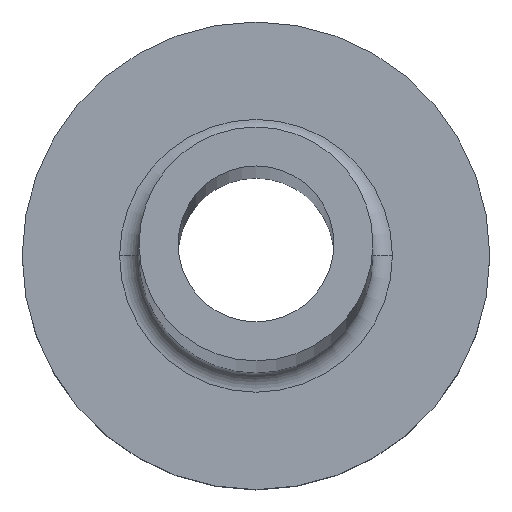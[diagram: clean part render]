
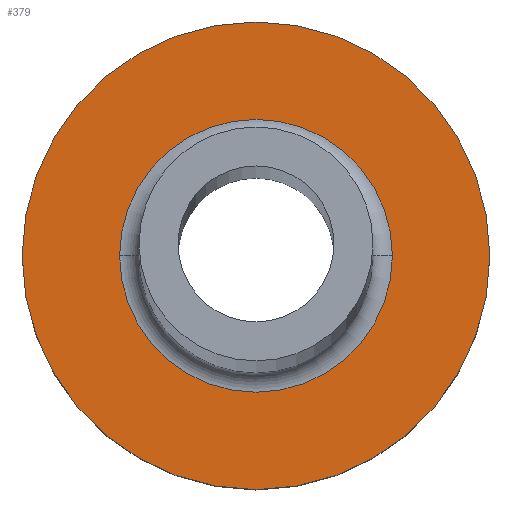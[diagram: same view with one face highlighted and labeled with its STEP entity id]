
A CAD part, top view. The second image highlights one B-rep face of the part: STEP entity #379.
In plain terms, the highlighted planar face has unit normal (0, 0, 1).
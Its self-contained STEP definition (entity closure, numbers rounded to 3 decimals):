
#4 = DIRECTION ( 'NONE',  ( 0., 0., -1. ) ) ;
#8 = VERTEX_POINT ( 'NONE', #219 ) ;
#34 = CARTESIAN_POINT ( 'NONE',  ( 0., 0., 5. ) ) ;
#35 = CARTESIAN_POINT ( 'NONE',  ( -3.5, 0., 5. ) ) ;
#36 = AXIS2_PLACEMENT_3D ( 'NONE', #46, #276, #266 ) ;
#46 = CARTESIAN_POINT ( 'NONE',  ( 0., 0., 5. ) ) ;
#48 = EDGE_CURVE ( 'NONE', #8, #359, #132, .T. ) ;
#65 = DIRECTION ( 'NONE',  ( 0., 0., -1. ) ) ;
#78 = DIRECTION ( 'NONE',  ( 1., 0., 0. ) ) ;
#89 = DIRECTION ( 'NONE',  ( 1., 0., 0. ) ) ;
#93 = DIRECTION ( 'NONE',  ( 0., 0., 1. ) ) ;
#94 = VERTEX_POINT ( 'NONE', #225 ) ;
#100 = FACE_OUTER_BOUND ( 'NONE', #267, .T. ) ;
#106 = DIRECTION ( 'NONE',  ( 0., 0., 1. ) ) ;
#125 = EDGE_LOOP ( 'NONE', ( #230, #329 ) ) ;
#132 = CIRCLE ( 'NONE', #262, 6. ) ;
#133 = DIRECTION ( 'NONE',  ( 1., 0., 0. ) ) ;
#150 = CIRCLE ( 'NONE', #376, 3.5 ) ;
#157 = DIRECTION ( 'NONE',  ( 1., 0., 0. ) ) ;
#162 = VERTEX_POINT ( 'NONE', #35 ) ;
#172 = CARTESIAN_POINT ( 'NONE',  ( 6., 0., 5. ) ) ;
#173 = PLANE ( 'NONE',  #36 ) ;
#178 = EDGE_CURVE ( 'NONE', #94, #162, #150, .T. ) ;
#187 = CIRCLE ( 'NONE', #251, 3.5 ) ;
#202 = CARTESIAN_POINT ( 'NONE',  ( 0., 0., 5. ) ) ;
#213 = ORIENTED_EDGE ( 'NONE', *, *, #48, .T. ) ;
#219 = CARTESIAN_POINT ( 'NONE',  ( -6., 0., 5. ) ) ;
#220 = AXIS2_PLACEMENT_3D ( 'NONE', #202, #93, #133 ) ;
#225 = CARTESIAN_POINT ( 'NONE',  ( 3.5, 0., 5. ) ) ;
#230 = ORIENTED_EDGE ( 'NONE', *, *, #178, .T. ) ;
#234 = FACE_BOUND ( 'NONE', #125, .T. ) ;
#236 = CIRCLE ( 'NONE', #220, 6. ) ;
#241 = CARTESIAN_POINT ( 'NONE',  ( 0., 0., 5. ) ) ;
#251 = AXIS2_PLACEMENT_3D ( 'NONE', #241, #65, #157 ) ;
#260 = ORIENTED_EDGE ( 'NONE', *, *, #318, .T. ) ;
#262 = AXIS2_PLACEMENT_3D ( 'NONE', #282, #106, #78 ) ;
#266 = DIRECTION ( 'NONE',  ( 1., 0., 0. ) ) ;
#267 = EDGE_LOOP ( 'NONE', ( #213, #260 ) ) ;
#276 = DIRECTION ( 'NONE',  ( 0., 0., 1. ) ) ;
#282 = CARTESIAN_POINT ( 'NONE',  ( 0., 0., 5. ) ) ;
#318 = EDGE_CURVE ( 'NONE', #359, #8, #236, .T. ) ;
#329 = ORIENTED_EDGE ( 'NONE', *, *, #364, .T. ) ;
#359 = VERTEX_POINT ( 'NONE', #172 ) ;
#364 = EDGE_CURVE ( 'NONE', #162, #94, #187, .T. ) ;
#376 = AXIS2_PLACEMENT_3D ( 'NONE', #34, #4, #89 ) ;
#379 = ADVANCED_FACE ( 'NONE', ( #234, #100 ), #173, .T. ) ;
